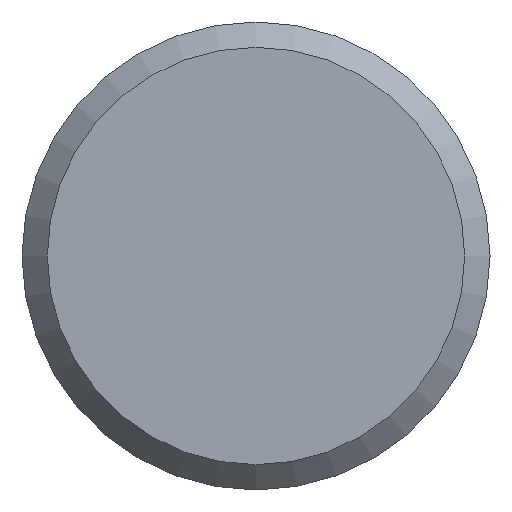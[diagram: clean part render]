
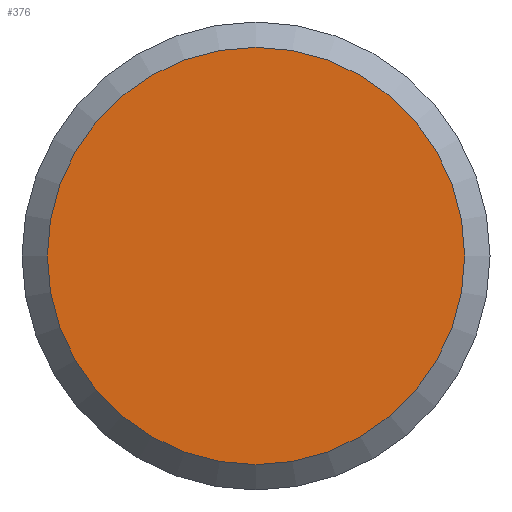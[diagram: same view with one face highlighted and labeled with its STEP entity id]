
A CAD part, front view. The second image highlights one B-rep face of the part: STEP entity #376.
In plain terms, the highlighted planar face has unit normal (0, -1, 0).
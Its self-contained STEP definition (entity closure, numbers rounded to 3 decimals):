
#73=FACE_OUTER_BOUND('',#96,.T.);
#96=EDGE_LOOP('',(#239));
#123=CIRCLE('',#420,5.35);
#152=VERTEX_POINT('',#597);
#187=EDGE_CURVE('',#152,#152,#123,.T.);
#239=ORIENTED_EDGE('',*,*,#187,.T.);
#343=PLANE('',#419);
#376=ADVANCED_FACE('',(#73),#343,.T.);
#419=AXIS2_PLACEMENT_3D('',#596,#473,#474);
#420=AXIS2_PLACEMENT_3D('',#598,#475,#476);
#473=DIRECTION('center_axis',(0.,-1.,0.));
#474=DIRECTION('ref_axis',(0.,0.,-1.));
#475=DIRECTION('center_axis',(0.,-1.,0.));
#476=DIRECTION('ref_axis',(1.,0.,0.));
#596=CARTESIAN_POINT('Origin',(2.675,0.,0.));
#597=CARTESIAN_POINT('',(-5.35,0.,0.));
#598=CARTESIAN_POINT('Origin',(0.,0.,
0.));
